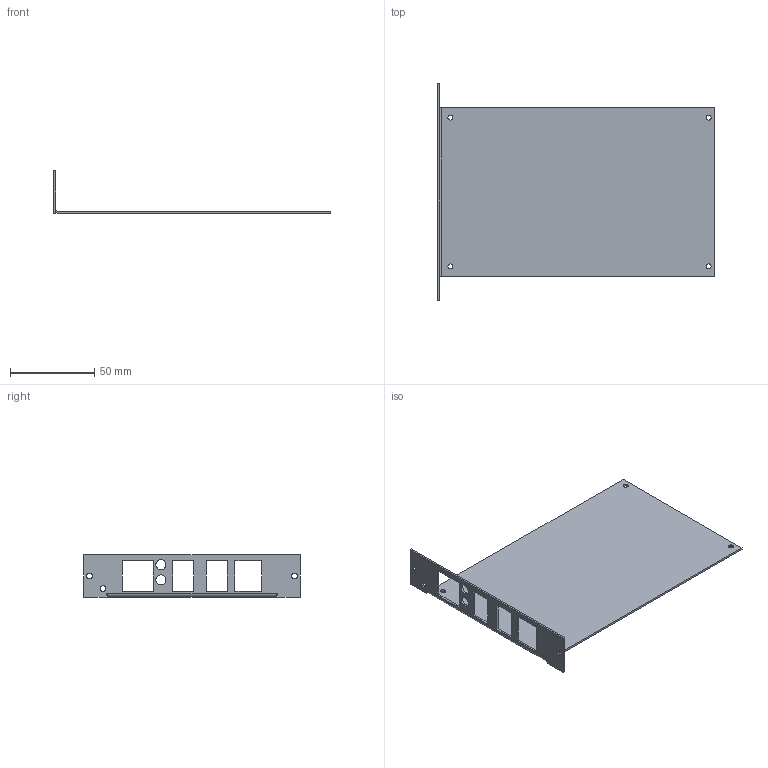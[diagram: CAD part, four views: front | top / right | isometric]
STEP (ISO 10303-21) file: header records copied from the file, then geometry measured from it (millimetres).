
FILE_DESCRIPTION( ( 'Unknown' ), '1' );
FILE_NAME( '1.3.4.110 - CHASSI DE FONTE RS-FA.stp', 'Unknown', ( 'Unknown' ), ( 'Unknown' ), 'PSStep 11.0', 'Unknown', ' ' );
FILE_SCHEMA( ( 'AUTOMOTIVE_DESIGN { 1 0 10303 214 1 1 1 1 }' ) );
Length unit declared in the file: millimetre
Products named in the file (1): 1
Bounding box: 164.7 x 129 x 25 mm (x, y, z)
Volume: 21980.7 mm3; surface area: 37851.1 mm2
Topology: 1 solids, 1 shells, 43 faces, 123 edges, 82 vertices
Faces by surface type: plane 32, cylinder 11
Full cylindrical faces by diameter (mm): 3 x4, 3.5 x3, 6 x2
Entity records: 1730 total; most frequent: CARTESIAN_POINT 232, DIRECTION 220, ORIENTED_EDGE 220, EDGE_CURVE 110, LINE 88, VECTOR 88, EDGE_LOOP 78, VERTEX_POINT 78
